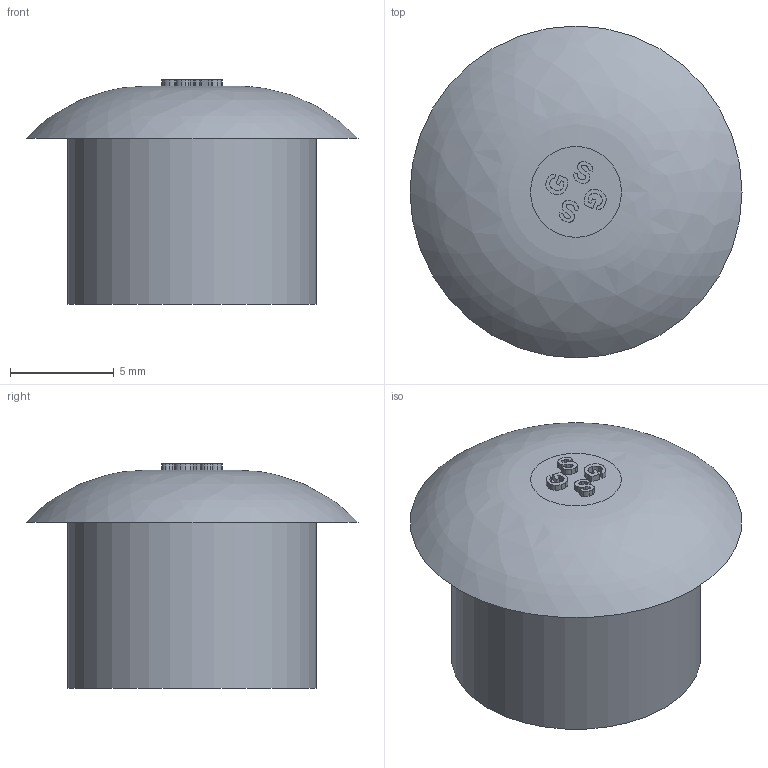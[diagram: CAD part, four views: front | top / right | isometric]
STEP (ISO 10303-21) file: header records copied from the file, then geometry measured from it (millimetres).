
FILE_DESCRIPTION(/* description */ (''),/* implementation_level */ '2;1');
FILE_NAME(/* name */ 'GO 6 ex blancs Piont gégé v1.step',/* time_stamp */ '2021-06-04T19:05:36+02:00',/* author */ (''),/* organization */ (''),/* preprocessor_version */ 'ST-DEVELOPER v18.1',/* originating_system */ 'Autodesk Translation Framework v10.6.0.1341',/* authorisation */ '');
FILE_SCHEMA (('AUTOMOTIVE_DESIGN { 1 0 10303 214 3 1 1 }'));
Length unit declared in the file: millimetre
Products named in the file (1): (Non enregistré)
Bounding box: 16 x 16 x 10.8 mm (x, y, z)
Volume: 1221.8 mm3; surface area: 739.5 mm2
Topology: 1 solids, 1 shells, 117 faces, 330 edges, 220 vertices
Faces by surface type: bspline 93, plane 23, cylinder 1
Full cylindrical faces by diameter (mm): 12 x1
Entity records: 4868 total; most frequent: CARTESIAN_POINT 2442, ORIENTED_EDGE 660, EDGE_CURVE 330, VERTEX_POINT 220, DIRECTION 201, B_SPLINE_CURVE_WITH_KNOTS 184, LINE 141, VECTOR 141
